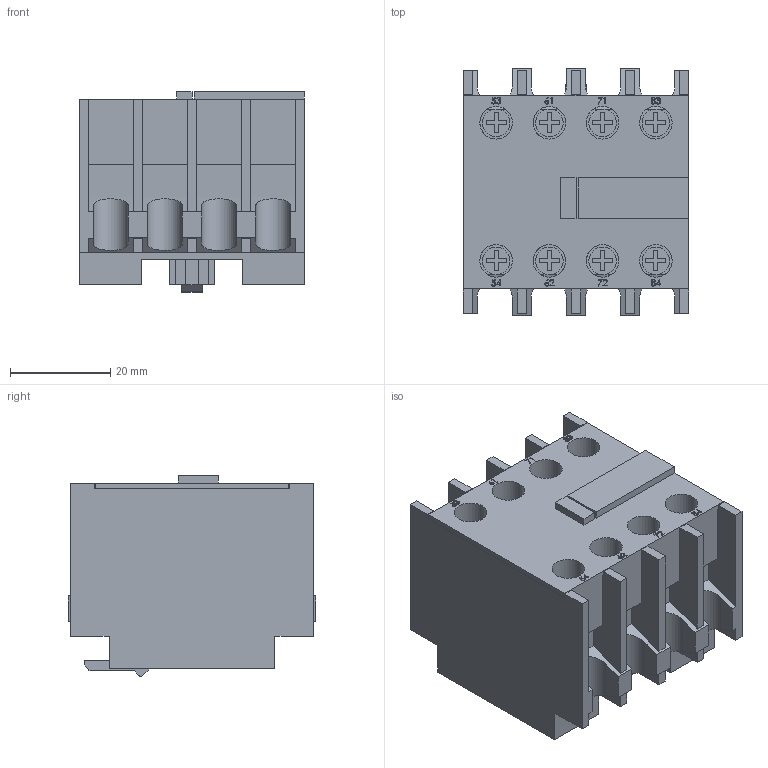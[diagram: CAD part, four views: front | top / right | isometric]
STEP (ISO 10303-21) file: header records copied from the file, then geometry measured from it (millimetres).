
FILE_DESCRIPTION (( 'STEP AP203' ), '1' );
FILE_NAME ('KPK10-22 Ïðèñòàâêà ÏÊÈ-22 äîï.êîíòàêòû 2ç+2ð ÈÝÊ.STEP', '2017-10-26T12:40:06', ( '' ), ( '' ), 'SwSTEP 2.0', 'SolidWorks 2014', '' );
FILE_SCHEMA (( 'CONFIG_CONTROL_DESIGN' ));
Length unit declared in the file: millimetre
Products named in the file (1): KPK10-22 Ïðèñòàâêà ÏÊÈ-22 äîï.êîíòàêòû 2ç+2ð ÈÝÊ
Bounding box: 45 x 49.3 x 40 mm (x, y, z)
Volume: 55410.3 mm3; surface area: 17647.9 mm2
Topology: 1 solids, 1 shells, 551 faces, 1523 edges, 1002 vertices
Faces by surface type: plane 418, bspline 108, cylinder 25
Full cylindrical faces by diameter (mm): 5.5 x8, 6.5 x8
Entity records: 22928 total; most frequent: CARTESIAN_POINT 9697, ORIENTED_EDGE 2982, DIRECTION 2189, EDGE_CURVE 1491, LINE 1217, VECTOR 1217, VERTEX_POINT 986, EDGE_LOOP 611
